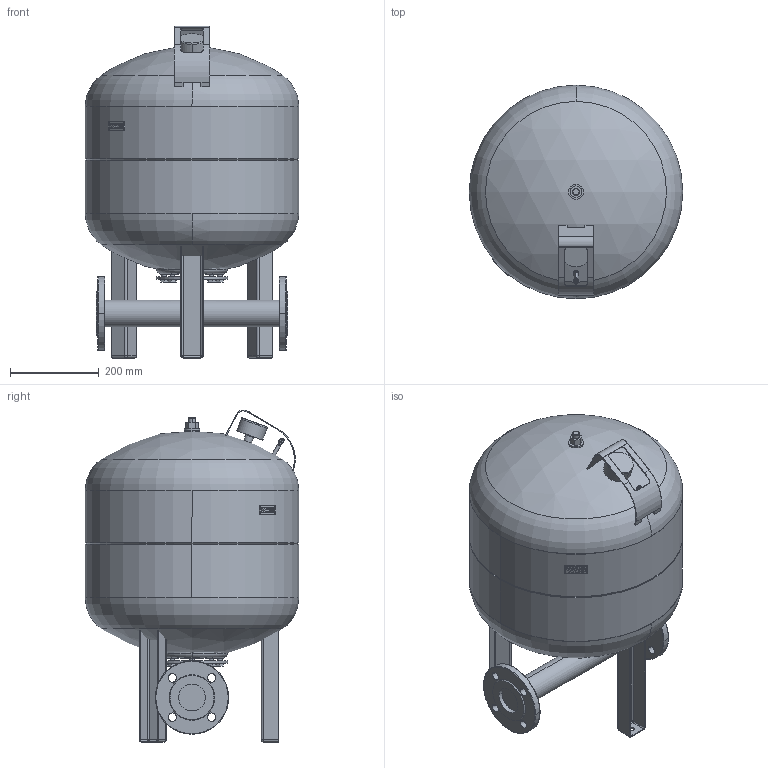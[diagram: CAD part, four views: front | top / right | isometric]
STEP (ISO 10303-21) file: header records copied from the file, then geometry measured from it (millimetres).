
FILE_DESCRIPTION((''),'2;1');
FILE_NAME('3d_DT580-2524213.stp','2010-06-02T10:18:44',(''),(''),'Mechanical Desktop 2008','Mechanical Desktop 2008',', , ');
FILE_SCHEMA(('CONFIG_CONTROL_DESIGN'));
Length unit declared in the file: millimetre
Products named in the file (1): Product
Bounding box: 480 x 480 x 746.22 mm (x, y, z)
Volume: 77955213.7 mm3; surface area: 2169780.5 mm2
Topology: 21 solids, 21 shells, 505 faces, 1150 edges, 713 vertices
Faces by surface type: plane 216, cylinder 169, cone 50, bspline 36, torus 24, sphere 10
Entity records: 15444 total; most frequent: CARTESIAN_POINT 3712, DIRECTION 2565, ORIENTED_EDGE 2276, EDGE_CURVE 1138, AXIS2_PLACEMENT_3D 964, VERTEX_POINT 713, VECTOR 637, LINE 637
